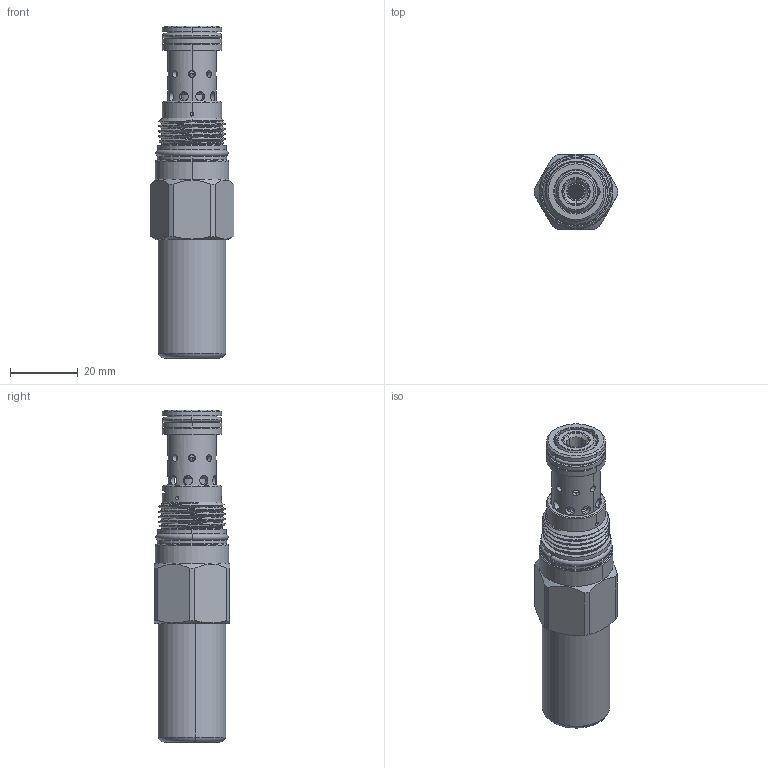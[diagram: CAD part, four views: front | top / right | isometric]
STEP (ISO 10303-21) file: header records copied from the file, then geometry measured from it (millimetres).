
FILE_DESCRIPTION (( 'STEP AP203' ), '1' );
FILE_NAME ('RC10A2G-C.STEP', '2020-03-24T02:56:14', ( '' ), ( '' ), 'SwSTEP 2.0', 'SolidWorks 2018', '' );
FILE_SCHEMA (( 'CONFIG_CONTROL_DESIGN' ));
Products named in the file (1): RC10A2G-C
Bounding box: 24.79 x 22.22 x 98.09 mm (x, y, z)
Volume: 23280.3 mm3; surface area: 17453.3 mm2
Topology: 10 solids, 10 shells, 891 faces, 2439 edges, 1542 vertices
Faces by surface type: cylinder 624, cone 98, plane 90, torus 60, sphere 10, bspline 9
Entity records: 60642 total; most frequent: CARTESIAN_POINT 38941, ORIENTED_EDGE 4870, DIRECTION 3709, EDGE_CURVE 2435, VERTEX_POINT 1542, AXIS2_PLACEMENT_3D 1461, EDGE_LOOP 1329, B_SPLINE_CURVE_WITH_KNOTS 1002
